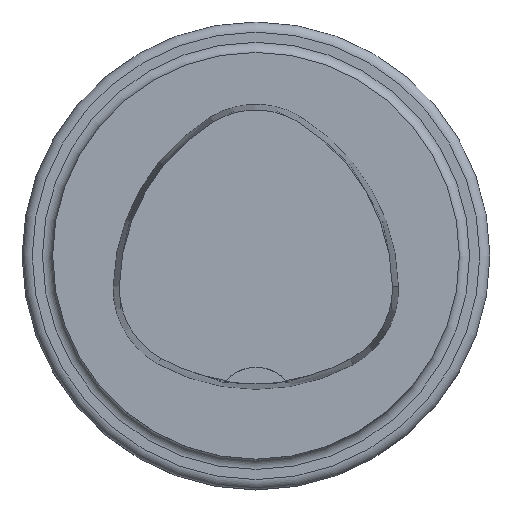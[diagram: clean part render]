
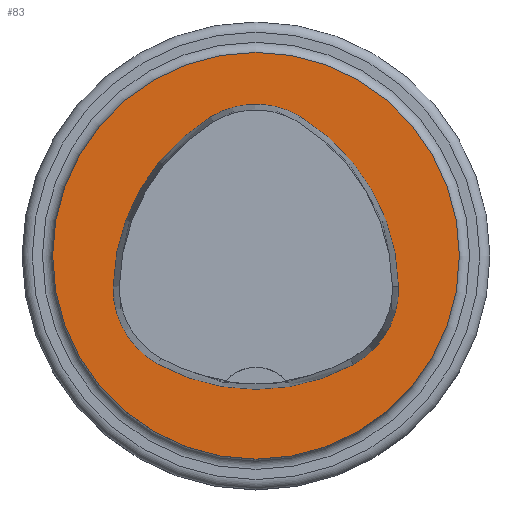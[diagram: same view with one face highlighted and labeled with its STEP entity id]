
A CAD part, top view. The second image highlights one B-rep face of the part: STEP entity #83.
In plain terms, the highlighted planar face has unit normal (0, 0, 1).
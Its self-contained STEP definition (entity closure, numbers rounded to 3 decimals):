
#39=PLANE('',#379);
#83=ADVANCED_FACE('',(#104,#105),#39,.T.);
#104=FACE_BOUND('',#137,.T.);
#105=FACE_BOUND('',#138,.T.);
#137=EDGE_LOOP('',(#202,#203,#204,#205,#206,#207));
#138=EDGE_LOOP('',(#208));
#202=ORIENTED_EDGE('',*,*,#289,.T.);
#203=ORIENTED_EDGE('',*,*,#269,.T.);
#204=ORIENTED_EDGE('',*,*,#273,.T.);
#205=ORIENTED_EDGE('',*,*,#276,.T.);
#206=ORIENTED_EDGE('',*,*,#279,.T.);
#207=ORIENTED_EDGE('',*,*,#287,.T.);
#208=ORIENTED_EDGE('',*,*,#267,.F.);
#238=VERTEX_POINT('',#526);
#240=VERTEX_POINT('',#531);
#241=VERTEX_POINT('',#532);
#244=VERTEX_POINT('',#540);
#246=VERTEX_POINT('',#546);
#248=VERTEX_POINT('',#552);
#255=VERTEX_POINT('',#573);
#267=EDGE_CURVE('',#238,#238,#304,.T.);
#269=EDGE_CURVE('',#240,#241,#306,.T.);
#273=EDGE_CURVE('',#241,#244,#308,.T.);
#276=EDGE_CURVE('',#244,#246,#310,.T.);
#279=EDGE_CURVE('',#246,#248,#312,.T.);
#287=EDGE_CURVE('',#248,#255,#316,.T.);
#289=EDGE_CURVE('',#255,#240,#318,.T.);
#304=CIRCLE('',#354,20.);
#306=CIRCLE('',#357,20.);
#308=CIRCLE('',#360,8.5);
#310=CIRCLE('',#363,20.);
#312=CIRCLE('',#366,8.5);
#316=CIRCLE('',#371,20.);
#318=CIRCLE('',#374,8.5);
#354=AXIS2_PLACEMENT_3D('',#525,#413,#414);
#357=AXIS2_PLACEMENT_3D('',#530,#419,#420);
#360=AXIS2_PLACEMENT_3D('',#539,#427,#428);
#363=AXIS2_PLACEMENT_3D('',#545,#434,#435);
#366=AXIS2_PLACEMENT_3D('',#551,#441,#442);
#371=AXIS2_PLACEMENT_3D('',#574,#453,#454);
#374=AXIS2_PLACEMENT_3D('',#577,#459,#460);
#379=AXIS2_PLACEMENT_3D('',#582,#469,#470);
#413=DIRECTION('',(0.,0.,-1.));
#414=DIRECTION('',(-1.,0.,0.));
#419=DIRECTION('',(0.,0.,-1.));
#420=DIRECTION('',(-1.,0.,0.));
#427=DIRECTION('',(0.,0.,-1.));
#428=DIRECTION('',(-1.,0.,0.));
#434=DIRECTION('',(0.,0.,-1.));
#435=DIRECTION('',(-1.,0.,0.));
#441=DIRECTION('',(0.,0.,-1.));
#442=DIRECTION('',(-1.,0.,0.));
#453=DIRECTION('',(0.,0.,-1.));
#454=DIRECTION('',(-1.,0.,0.));
#459=DIRECTION('',(0.,0.,-1.));
#460=DIRECTION('',(-1.,0.,0.));
#469=DIRECTION('',(0.,0.,1.));
#470=DIRECTION('',(1.,0.,0.));
#525=CARTESIAN_POINT('',(0.,0.,0.));
#526=CARTESIAN_POINT('',(-20.,0.,0.));
#530=CARTESIAN_POINT('',(5.955,-3.414,0.));
#531=CARTESIAN_POINT('',(-14.041,-3.042,0.));
#532=CARTESIAN_POINT('',(-4.472,13.653,0.));
#539=CARTESIAN_POINT('',(-0.04,6.4,0.));
#540=CARTESIAN_POINT('',(4.347,13.68,0.));
#545=CARTESIAN_POINT('',(-5.976,-3.45,0.));
#546=CARTESIAN_POINT('',(14.021,-3.075,0.));
#551=CARTESIAN_POINT('',(5.522,-3.235,0.));
#552=CARTESIAN_POINT('',(9.588,-10.699,0.));
#573=CARTESIAN_POINT('',(-9.655,-10.639,0.));
#574=CARTESIAN_POINT('',(0.022,6.864,0.));
#577=CARTESIAN_POINT('',(-5.543,-3.2,0.));
#582=CARTESIAN_POINT('',(0.,0.,0.));
